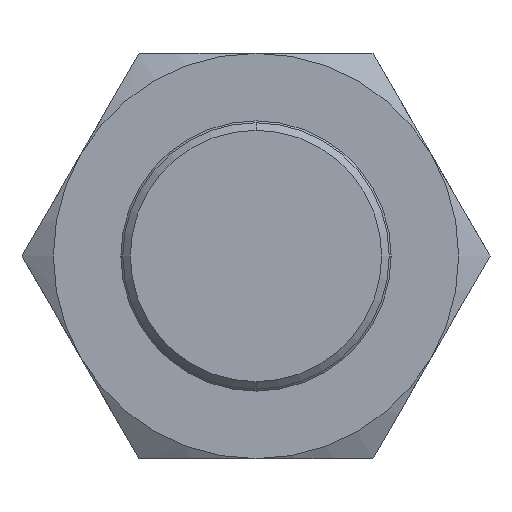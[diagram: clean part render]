
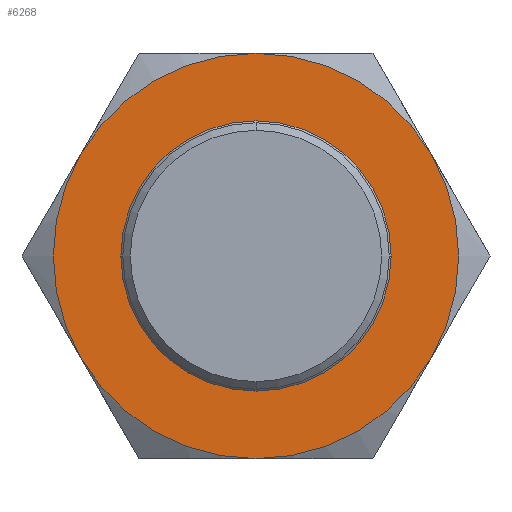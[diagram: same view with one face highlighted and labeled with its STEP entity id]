
A CAD part, left-side view. The second image highlights one B-rep face of the part: STEP entity #6268.
In plain terms, the highlighted planar face has unit normal (-1, 0, 0).
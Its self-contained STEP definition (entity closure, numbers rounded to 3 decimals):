
#4 = CARTESIAN_POINT ( 'NONE',  ( -22.192, 1.369, 0. ) ) ;
#5 = CIRCLE ( 'NONE', #7257, 13.5 ) ;
#23 = ORIENTED_EDGE ( 'NONE', *, *, #7030, .T. ) ;
#35 = PLANE ( 'NONE',  #5180 ) ;
#138 = CIRCLE ( 'NONE', #7333, 13.5 ) ;
#140 = DIRECTION ( 'NONE',  ( 0., 0., -1. ) ) ;
#166 = CARTESIAN_POINT ( 'NONE',  ( -22.192, 13.06, -6.75 ) ) ;
#204 = DIRECTION ( 'NONE',  ( -1., 0., 0. ) ) ;
#228 = AXIS2_PLACEMENT_3D ( 'NONE', #274, #252, #229 ) ;
#229 = DIRECTION ( 'NONE',  ( 0., -1., 0. ) ) ;
#252 = DIRECTION ( 'NONE',  ( -1., 0., 0. ) ) ;
#274 = CARTESIAN_POINT ( 'NONE',  ( -22.192, 1.369, 0. ) ) ;
#517 = ORIENTED_EDGE ( 'NONE', *, *, #1002, .T. ) ;
#670 = CARTESIAN_POINT ( 'NONE',  ( -22.192, 1.369, 13.5 ) ) ;
#688 = DIRECTION ( 'NONE',  ( 0., -1., 0. ) ) ;
#690 = ORIENTED_EDGE ( 'NONE', *, *, #6751, .T. ) ;
#771 = ORIENTED_EDGE ( 'NONE', *, *, #6345, .T. ) ;
#960 = ORIENTED_EDGE ( 'NONE', *, *, #2155, .T. ) ;
#1002 = EDGE_CURVE ( 'NONE', #1642, #7878, #8047, .T. ) ;
#1043 = CIRCLE ( 'NONE', #1645, 13.5 ) ;
#1132 = CIRCLE ( 'NONE', #4363, 8.9 ) ;
#1405 = ORIENTED_EDGE ( 'NONE', *, *, #7766, .F. ) ;
#1459 = CARTESIAN_POINT ( 'NONE',  ( -22.192, 1.369, 0. ) ) ;
#1461 = AXIS2_PLACEMENT_3D ( 'NONE', #7952, #4089, #140 ) ;
#1642 = VERTEX_POINT ( 'NONE', #7060 ) ;
#1645 = AXIS2_PLACEMENT_3D ( 'NONE', #1949, #6513, #2609 ) ;
#1792 = VERTEX_POINT ( 'NONE', #2470 ) ;
#1949 = CARTESIAN_POINT ( 'NONE',  ( -22.192, 1.369, 0. ) ) ;
#2044 = ORIENTED_EDGE ( 'NONE', *, *, #2441, .F. ) ;
#2118 = DIRECTION ( 'NONE',  ( 0., 0., 1. ) ) ;
#2155 = EDGE_CURVE ( 'NONE', #2801, #1792, #5, .T. ) ;
#2441 = EDGE_CURVE ( 'NONE', #6979, #6672, #6954, .T. ) ;
#2470 = CARTESIAN_POINT ( 'NONE',  ( -22.192, 13.06, 6.75 ) ) ;
#2609 = DIRECTION ( 'NONE',  ( 0., 0., -1. ) ) ;
#2614 = CARTESIAN_POINT ( 'NONE',  ( -22.192, -7.531, 0. ) ) ;
#2801 = VERTEX_POINT ( 'NONE', #670 ) ;
#2817 = VERTEX_POINT ( 'NONE', #166 ) ;
#3137 = CARTESIAN_POINT ( 'NONE',  ( -22.192, 1.369, -13.5 ) ) ;
#3218 = EDGE_LOOP ( 'NONE', ( #960, #690, #23, #771, #517, #3550 ) ) ;
#3550 = ORIENTED_EDGE ( 'NONE', *, *, #5233, .T. ) ;
#3586 = DIRECTION ( 'NONE',  ( -1., 0., 0. ) ) ;
#3833 = AXIS2_PLACEMENT_3D ( 'NONE', #4752, #4702, #4675 ) ;
#3937 = EDGE_LOOP ( 'NONE', ( #1405, #2044 ) ) ;
#4089 = DIRECTION ( 'NONE',  ( -1., 0., 0. ) ) ;
#4154 = CARTESIAN_POINT ( 'NONE',  ( -22.192, 1.369, 0. ) ) ;
#4363 = AXIS2_PLACEMENT_3D ( 'NONE', #4, #4613, #688 ) ;
#4613 = DIRECTION ( 'NONE',  ( -1., 0., 0. ) ) ;
#4675 = DIRECTION ( 'NONE',  ( 0., 0., -1. ) ) ;
#4702 = DIRECTION ( 'NONE',  ( -1., 0., 0. ) ) ;
#4752 = CARTESIAN_POINT ( 'NONE',  ( -22.192, 1.369, 0. ) ) ;
#4819 = DIRECTION ( 'NONE',  ( 0., 0., -1. ) ) ;
#5142 = CIRCLE ( 'NONE', #1461, 13.5 ) ;
#5180 = AXIS2_PLACEMENT_3D ( 'NONE', #1459, #6023, #2118 ) ;
#5233 = EDGE_CURVE ( 'NONE', #7878, #2801, #6533, .T. ) ;
#6023 = DIRECTION ( 'NONE',  ( -1., 0., 0. ) ) ;
#6268 = ADVANCED_FACE ( '0:549', ( #6596, #8103 ), #35, .T. ) ;
#6345 = EDGE_CURVE ( 'NONE', #8370, #1642, #138, .T. ) ;
#6409 = DIRECTION ( 'NONE',  ( 0., 1., 0. ) ) ;
#6440 = DIRECTION ( 'NONE',  ( -1., 0., 0. ) ) ;
#6475 = CARTESIAN_POINT ( 'NONE',  ( -22.192, 1.369, 0. ) ) ;
#6513 = DIRECTION ( 'NONE',  ( -1., 0., 0. ) ) ;
#6533 = CIRCLE ( 'NONE', #8026, 13.5 ) ;
#6596 = FACE_BOUND ( 'NONE', #3937, .T. ) ;
#6672 = VERTEX_POINT ( 'NONE', #2614 ) ;
#6751 = EDGE_CURVE ( 'NONE', #1792, #2817, #5142, .T. ) ;
#6954 = CIRCLE ( 'NONE', #228, 8.9 ) ;
#6979 = VERTEX_POINT ( 'NONE', #8199 ) ;
#7030 = EDGE_CURVE ( 'NONE', #2817, #8370, #1043, .T. ) ;
#7060 = CARTESIAN_POINT ( 'NONE',  ( -22.192, -10.322, -6.75 ) ) ;
#7257 = AXIS2_PLACEMENT_3D ( 'NONE', #6475, #6440, #6409 ) ;
#7333 = AXIS2_PLACEMENT_3D ( 'NONE', #4154, #204, #4819 ) ;
#7475 = CARTESIAN_POINT ( 'NONE',  ( -22.192, 1.369, 0. ) ) ;
#7766 = EDGE_CURVE ( 'NONE', #6672, #6979, #1132, .T. ) ;
#7878 = VERTEX_POINT ( 'NONE', #7963 ) ;
#7952 = CARTESIAN_POINT ( 'NONE',  ( -22.192, 1.369, 0. ) ) ;
#7963 = CARTESIAN_POINT ( 'NONE',  ( -22.192, -10.322, 6.75 ) ) ;
#8026 = AXIS2_PLACEMENT_3D ( 'NONE', #7475, #3586, #8123 ) ;
#8047 = CIRCLE ( 'NONE', #3833, 13.5 ) ;
#8103 = FACE_OUTER_BOUND ( 'NONE', #3218, .T. ) ;
#8123 = DIRECTION ( 'NONE',  ( 0., 1., 0. ) ) ;
#8199 = CARTESIAN_POINT ( 'NONE',  ( -22.192, 10.269, 0. ) ) ;
#8370 = VERTEX_POINT ( 'NONE', #3137 ) ;
